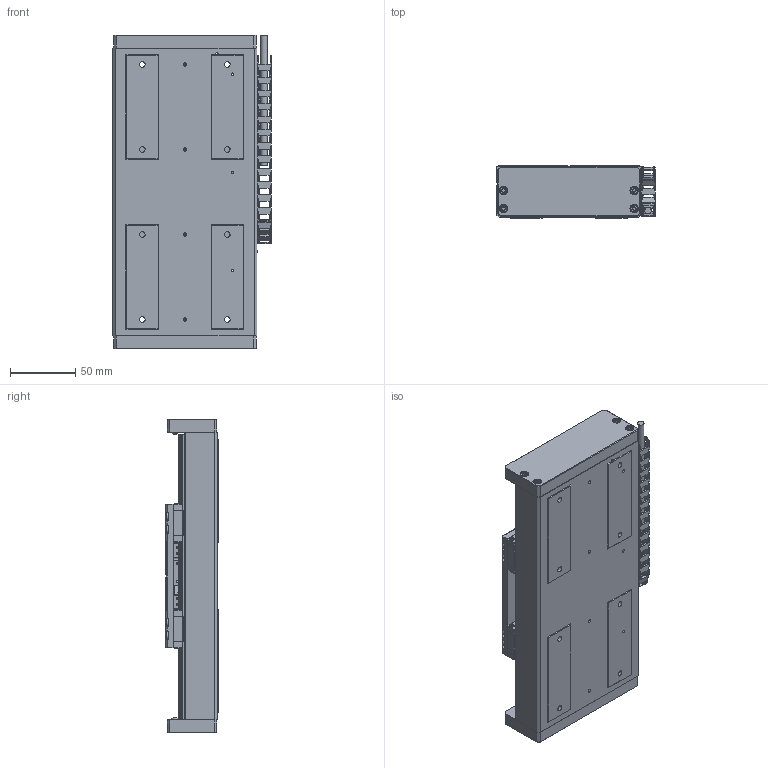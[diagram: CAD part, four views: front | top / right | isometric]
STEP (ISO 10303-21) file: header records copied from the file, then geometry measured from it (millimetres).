
FILE_DESCRIPTION (( 'STEP AP214' ), '1' );
FILE_NAME ('PPS-110-11XXX.STEP', '2023-03-02T22:19:53', ( '' ), ( '' ), 'SwSTEP 2.0', 'SolidWorks 2020', '' );
FILE_SCHEMA (( 'AUTOMOTIVE_DESIGN' ));
Length unit declared in the file: millimetre
Products named in the file (33): 34; PPS-110, Base, Master Part_100mm Stepper & Piezo; 130242 Bearing, Slide Rail, PPS-110 (SEBS9B Track)_100mm; Screw, SHCS-L, M-DIN_M3 x 0.5 x 06mm; Screw, SHCS-S, M-DIN._M3 x 0.5 x 10mm; Screw, SHCS-S, M-DIN._M3 x 0.5 x 08mm; 37; 36; 1; 4; 42; RubberBall; IGUS E3-3 7w 15br_100mm; PPS-110 Carriage Demo Assembly_2022_Piezo Motor; 43; SCREW, MS-PPH, M-JCIS 1_M1.6 x 0.35 x 3mm; 430712 PPS-110, End Plate, Linear Motor; 3; 2; 38; 430715 PPS-110, Carriage, L110, Piezo Motor_Piezo CF spring; PPS-110-11XXX; 130242 Bearing, Slide Rail, PPS-110 (SEBS9B Slide); 41; 39; PPS-110 Base Demo Assembly_2022_100mm Travel Piezo Motor; 35; 33; 5; 430714 PPS-110, Carriage Cable Cover; Cable Chain exit cable; 40; 32
Assembly tree (92 placements, depth 3):
  PPS-110-11XXX
    PPS-110 Base Demo Assembly_2022_100mm Travel Piezo Motor
      PPS-110, Base, Master Part_100mm Stepper & Piezo
      Screw, SHCS-S, M-DIN._M3 x 0.5 x 08mm  x22
      130242 Bearing, Slide Rail, PPS-110 (SEBS9B Track)_100mm  x2
      RubberBall  x4
      430712 PPS-110, End Plate, Linear Motor  x2
      Screw, SHCS-S, M-DIN._M3 x 0.5 x 10mm  x8
    PPS-110 Carriage Demo Assembly_2022_Piezo Motor
      430715 PPS-110, Carriage, L110, Piezo Motor_Piezo CF spring
      430714 PPS-110, Carriage Cable Cover
      SCREW, MS-PPH, M-JCIS 1_M1.6 x 0.35 x 3mm  x10
      130242 Bearing, Slide Rail, PPS-110 (SEBS9B Slide)  x4
      Screw, SHCS-L, M-DIN_M3 x 0.5 x 06mm  x16
    IGUS E3-3 7w 15br_100mm
      1
      2
      3
      4
      5
      32
      33
      34
      35
      36
      37
      38
      39
      40
      41
      42
      43
    Cable Chain exit cable
Bounding box: 121.45 x 40 x 240 mm (x, y, z)
Volume: 533845.1 mm3; surface area: 184334.5 mm2
Topology: 89 solids, 89 shells, 4349 faces, 10551 edges, 6564 vertices
Faces by surface type: plane 2272, cylinder 1261, torus 428, cone 380, sphere 8
Entity records: 77018 total; most frequent: DIRECTION 11546, CARTESIAN_POINT 11217, ORIENTED_EDGE 10644, EDGE_CURVE 5322, AXIS2_PLACEMENT_3D 4090, VERTEX_POINT 3465, LINE 3366, VECTOR 3366
